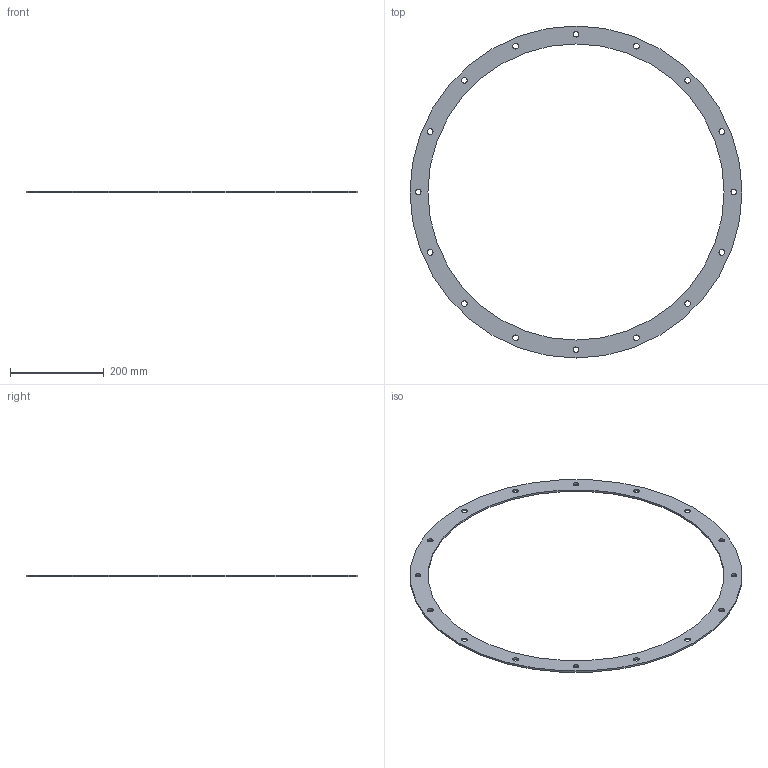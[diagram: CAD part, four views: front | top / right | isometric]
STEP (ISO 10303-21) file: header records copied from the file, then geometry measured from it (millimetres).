
FILE_DESCRIPTION(/* description */ ('Fläns (Spiro) '),/* implementation_level */ '2;1');
FILE_NAME(/* name */ 'HFSH-630.stp',/* time_stamp */ '2016-02-10T10:06:30+01:00',/* author */ ('John'),/* organization */ (''),/* preprocessor_version */ 'ST-DEVELOPER v15.6',/* originating_system */ 'Autodesk Inventor 2015',/* authorisation */ '');
FILE_SCHEMA (('AUTOMOTIVE_DESIGN { 1 0 10303 214 3 1 1 }'));
Length unit declared in the file: millimetre
Products named in the file (1): HFSH-630
Bounding box: 709 x 709 x 4 mm (x, y, z)
Volume: 315166.9 mm3; surface area: 176854 mm2
Topology: 1 solids, 1 shells, 20 faces, 54 edges, 36 vertices
Faces by surface type: cylinder 18, plane 2
Full cylindrical faces by diameter (mm): 12 x16, 632.5 x1, 709 x1
Entity records: 656 total; most frequent: DIRECTION 114, CARTESIAN_POINT 93, EDGE_LOOP 72, ORIENTED_EDGE 72, AXIS2_PLACEMENT_3D 57, FACE_BOUND 52, CIRCLE 36, VERTEX_POINT 36
